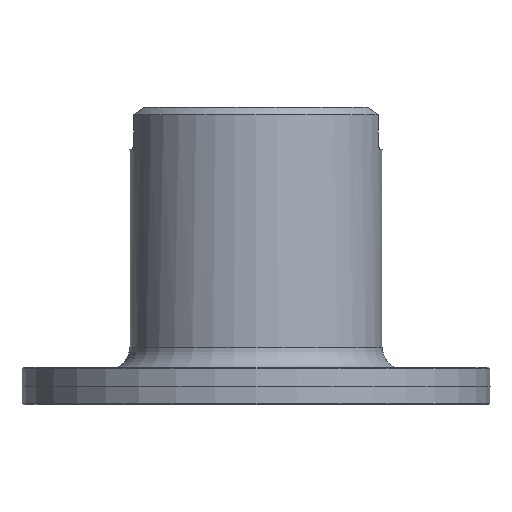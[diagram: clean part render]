
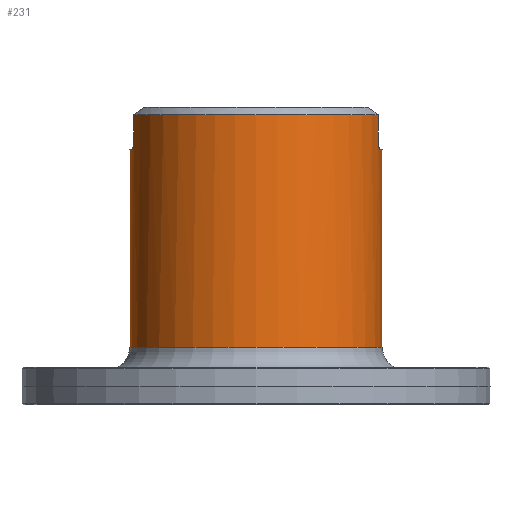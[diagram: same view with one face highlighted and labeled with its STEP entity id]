
A CAD part, left-side view. The second image highlights one B-rep face of the part: STEP entity #231.
In plain terms, the highlighted cylindrical face has radius 17 mm (diameter 34 mm), a full revolution.
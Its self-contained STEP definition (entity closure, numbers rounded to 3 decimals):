
#92=CYLINDRICAL_SURFACE('',#878,17.);
#107=FACE_BOUND('',#330,.T.);
#108=FACE_BOUND('',#331,.T.);
#195=B_SPLINE_CURVE_WITH_KNOTS('',3,(#1226,#1227,#1228,#1229,#1230,#1231,
#1232,#1233,#1234,#1235,#1236,#1237,#1238,#1239,#1240,#1241),
 .UNSPECIFIED.,.F.,.F.,(4,3,3,3,3,4),(0.,0.221,0.443,
0.663,0.878,1.),.UNSPECIFIED.);
#196=B_SPLINE_CURVE_WITH_KNOTS('',3,(#1250,#1251,#1252,#1253,#1254,#1255,
#1256,#1257,#1258,#1259,#1260,#1261,#1262,#1263,#1264,#1265),
 .UNSPECIFIED.,.F.,.F.,(4,3,3,3,3,4),(0.,0.208,0.415,
0.626,0.842,1.),.UNSPECIFIED.);
#197=B_SPLINE_CURVE_WITH_KNOTS('',3,(#1269,#1270,#1271,#1272,#1273,#1274,
#1275,#1276,#1277,#1278,#1279,#1280,#1281,#1282,#1283,#1284),
 .UNSPECIFIED.,.F.,.F.,(4,3,3,3,3,4),(0.,0.221,0.443,
0.663,0.878,1.),.UNSPECIFIED.);
#198=B_SPLINE_CURVE_WITH_KNOTS('',3,(#1289,#1290,#1291,#1292,#1293,#1294,
#1295,#1296,#1297,#1298,#1299,#1300,#1301,#1302,#1303,#1304),
 .UNSPECIFIED.,.F.,.F.,(4,3,3,3,3,4),(0.,0.208,0.415,
0.626,0.842,1.),.UNSPECIFIED.);
#231=ADVANCED_FACE('',(#107,#108),#92,.T.);
#330=EDGE_LOOP('',(#487,#488,#489,#490,#491,#492,#493,#494,#495,#496,#497,
#498));
#331=EDGE_LOOP('',(#499));
#421=CIRCLE('',#861,17.);
#429=CIRCLE('',#874,17.);
#430=CIRCLE('',#875,17.);
#431=CIRCLE('',#876,17.);
#432=CIRCLE('',#877,17.);
#487=ORIENTED_EDGE('',*,*,#735,.T.);
#488=ORIENTED_EDGE('',*,*,#736,.T.);
#489=ORIENTED_EDGE('',*,*,#737,.T.);
#490=ORIENTED_EDGE('',*,*,#738,.T.);
#491=ORIENTED_EDGE('',*,*,#739,.T.);
#492=ORIENTED_EDGE('',*,*,#740,.T.);
#493=ORIENTED_EDGE('',*,*,#741,.T.);
#494=ORIENTED_EDGE('',*,*,#742,.T.);
#495=ORIENTED_EDGE('',*,*,#724,.T.);
#496=ORIENTED_EDGE('',*,*,#743,.T.);
#497=ORIENTED_EDGE('',*,*,#744,.T.);
#498=ORIENTED_EDGE('',*,*,#745,.T.);
#499=ORIENTED_EDGE('',*,*,#746,.T.);
#653=VERTEX_POINT('',#1189);
#655=VERTEX_POINT('',#1192);
#665=VERTEX_POINT('',#1242);
#666=VERTEX_POINT('',#1243);
#667=VERTEX_POINT('',#1245);
#668=VERTEX_POINT('',#1247);
#669=VERTEX_POINT('',#1249);
#670=VERTEX_POINT('',#1266);
#671=VERTEX_POINT('',#1268);
#672=VERTEX_POINT('',#1285);
#673=VERTEX_POINT('',#1288);
#674=VERTEX_POINT('',#1305);
#675=VERTEX_POINT('',#1308);
#724=EDGE_CURVE('',#655,#653,#421,.T.);
#735=EDGE_CURVE('',#665,#666,#195,.T.);
#736=EDGE_CURVE('',#666,#667,#811,.T.);
#737=EDGE_CURVE('',#667,#668,#429,.T.);
#738=EDGE_CURVE('',#668,#669,#812,.T.);
#739=EDGE_CURVE('',#669,#670,#196,.T.);
#740=EDGE_CURVE('',#670,#671,#430,.T.);
#741=EDGE_CURVE('',#671,#672,#197,.T.);
#742=EDGE_CURVE('',#672,#655,#813,.T.);
#743=EDGE_CURVE('',#653,#673,#814,.T.);
#744=EDGE_CURVE('',#673,#674,#198,.T.);
#745=EDGE_CURVE('',#674,#665,#431,.T.);
#746=EDGE_CURVE('',#675,#675,#432,.T.);
#811=LINE('',#1244,#835);
#812=LINE('',#1248,#836);
#813=LINE('',#1286,#837);
#814=LINE('',#1287,#838);
#835=VECTOR('',#985,1.);
#836=VECTOR('',#988,1.);
#837=VECTOR('',#991,1.);
#838=VECTOR('',#992,1.);
#861=AXIS2_PLACEMENT_3D('',#1191,#959,#960);
#874=AXIS2_PLACEMENT_3D('',#1246,#986,#987);
#875=AXIS2_PLACEMENT_3D('',#1267,#989,#990);
#876=AXIS2_PLACEMENT_3D('',#1306,#993,#994);
#877=AXIS2_PLACEMENT_3D('',#1307,#995,#996);
#878=AXIS2_PLACEMENT_3D('',#1309,#997,#998);
#959=DIRECTION('',(0.,0.,-1.));
#960=DIRECTION('',(1.,0.,0.));
#985=DIRECTION('',(0.,0.,1.));
#986=DIRECTION('',(0.,0.,-1.));
#987=DIRECTION('',(1.,0.,0.));
#988=DIRECTION('',(0.,0.,-1.));
#989=DIRECTION('',(0.,0.,-1.));
#990=DIRECTION('',(1.,0.,0.));
#991=DIRECTION('',(0.,0.,1.));
#992=DIRECTION('',(0.,0.,-1.));
#993=DIRECTION('',(0.,0.,-1.));
#994=DIRECTION('',(1.,0.,0.));
#995=DIRECTION('',(0.,0.,1.));
#996=DIRECTION('',(1.,0.,0.));
#997=DIRECTION('',(0.,0.,-1.));
#998=DIRECTION('',(1.,0.,0.));
#1189=CARTESIAN_POINT('',(4.2,-16.473,-1.));
#1191=CARTESIAN_POINT('',(0.,0.,-1.));
#1192=CARTESIAN_POINT('',(4.2,16.473,-1.));
#1226=CARTESIAN_POINT('',(-3.4,-16.657,-5.6));
#1227=CARTESIAN_POINT('',(-3.491,-16.638,-5.6));
#1228=CARTESIAN_POINT('',(-3.584,-16.618,-5.584));
#1229=CARTESIAN_POINT('',(-3.67,-16.599,-5.553));
#1230=CARTESIAN_POINT('',(-3.756,-16.58,-5.522));
#1231=CARTESIAN_POINT('',(-3.838,-16.561,-5.476));
#1232=CARTESIAN_POINT('',(-3.909,-16.545,-5.417));
#1233=CARTESIAN_POINT('',(-3.979,-16.528,-5.359));
#1234=CARTESIAN_POINT('',(-4.041,-16.513,-5.288));
#1235=CARTESIAN_POINT('',(-4.088,-16.501,-5.209));
#1236=CARTESIAN_POINT('',(-4.134,-16.49,-5.131));
#1237=CARTESIAN_POINT('',(-4.167,-16.481,-5.044));
#1238=CARTESIAN_POINT('',(-4.185,-16.477,-4.956));
#1239=CARTESIAN_POINT('',(-4.195,-16.474,-4.904));
#1240=CARTESIAN_POINT('',(-4.2,-16.473,-4.852));
#1241=CARTESIAN_POINT('',(-4.2,-16.473,-4.8));
#1242=CARTESIAN_POINT('',(-3.4,-16.657,-5.6));
#1243=CARTESIAN_POINT('',(-4.2,-16.473,-4.8));
#1244=CARTESIAN_POINT('',(-4.2,-16.473,-1.317));
#1245=CARTESIAN_POINT('',(-4.2,-16.473,-1.));
#1246=CARTESIAN_POINT('',(0.,0.,-1.));
#1247=CARTESIAN_POINT('',(-4.2,16.473,-1.));
#1248=CARTESIAN_POINT('',(-4.2,16.473,-1.317));
#1249=CARTESIAN_POINT('',(-4.2,16.473,-4.8));
#1250=CARTESIAN_POINT('',(-4.2,16.473,-4.8));
#1251=CARTESIAN_POINT('',(-4.2,16.473,-4.888));
#1252=CARTESIAN_POINT('',(-4.185,16.477,-4.976));
#1253=CARTESIAN_POINT('',(-4.157,16.484,-5.059));
#1254=CARTESIAN_POINT('',(-4.129,16.491,-5.142));
#1255=CARTESIAN_POINT('',(-4.086,16.502,-5.22));
#1256=CARTESIAN_POINT('',(-4.033,16.515,-5.289));
#1257=CARTESIAN_POINT('',(-3.98,16.528,-5.358));
#1258=CARTESIAN_POINT('',(-3.914,16.544,-5.419));
#1259=CARTESIAN_POINT('',(-3.841,16.56,-5.467));
#1260=CARTESIAN_POINT('',(-3.766,16.578,-5.517));
#1261=CARTESIAN_POINT('',(-3.682,16.597,-5.554));
#1262=CARTESIAN_POINT('',(-3.595,16.615,-5.576));
#1263=CARTESIAN_POINT('',(-3.532,16.629,-5.592));
#1264=CARTESIAN_POINT('',(-3.466,16.643,-5.6));
#1265=CARTESIAN_POINT('',(-3.4,16.657,-5.6));
#1266=CARTESIAN_POINT('',(-3.4,16.657,-5.6));
#1267=CARTESIAN_POINT('',(0.,0.,-5.6));
#1268=CARTESIAN_POINT('',(3.4,16.657,-5.6));
#1269=CARTESIAN_POINT('',(3.4,16.657,-5.6));
#1270=CARTESIAN_POINT('',(3.491,16.638,-5.6));
#1271=CARTESIAN_POINT('',(3.584,16.618,-5.584));
#1272=CARTESIAN_POINT('',(3.67,16.599,-5.553));
#1273=CARTESIAN_POINT('',(3.756,16.58,-5.522));
#1274=CARTESIAN_POINT('',(3.838,16.561,-5.476));
#1275=CARTESIAN_POINT('',(3.909,16.545,-5.417));
#1276=CARTESIAN_POINT('',(3.979,16.528,-5.359));
#1277=CARTESIAN_POINT('',(4.041,16.513,-5.288));
#1278=CARTESIAN_POINT('',(4.088,16.501,-5.209));
#1279=CARTESIAN_POINT('',(4.134,16.49,-5.131));
#1280=CARTESIAN_POINT('',(4.167,16.481,-5.044));
#1281=CARTESIAN_POINT('',(4.185,16.477,-4.956));
#1282=CARTESIAN_POINT('',(4.195,16.474,-4.904));
#1283=CARTESIAN_POINT('',(4.2,16.473,-4.852));
#1284=CARTESIAN_POINT('',(4.2,16.473,-4.8));
#1285=CARTESIAN_POINT('',(4.2,16.473,-4.8));
#1286=CARTESIAN_POINT('',(4.2,16.473,-1.317));
#1287=CARTESIAN_POINT('',(4.2,-16.473,-1.317));
#1288=CARTESIAN_POINT('',(4.2,-16.473,-4.8));
#1289=CARTESIAN_POINT('',(4.2,-16.473,-4.8));
#1290=CARTESIAN_POINT('',(4.2,-16.473,-4.888));
#1291=CARTESIAN_POINT('',(4.185,-16.477,-4.976));
#1292=CARTESIAN_POINT('',(4.157,-16.484,-5.059));
#1293=CARTESIAN_POINT('',(4.129,-16.491,-5.142));
#1294=CARTESIAN_POINT('',(4.086,-16.502,-5.22));
#1295=CARTESIAN_POINT('',(4.033,-16.515,-5.289));
#1296=CARTESIAN_POINT('',(3.98,-16.528,-5.358));
#1297=CARTESIAN_POINT('',(3.914,-16.544,-5.419));
#1298=CARTESIAN_POINT('',(3.841,-16.56,-5.467));
#1299=CARTESIAN_POINT('',(3.766,-16.578,-5.517));
#1300=CARTESIAN_POINT('',(3.682,-16.597,-5.554));
#1301=CARTESIAN_POINT('',(3.595,-16.615,-5.576));
#1302=CARTESIAN_POINT('',(3.532,-16.629,-5.592));
#1303=CARTESIAN_POINT('',(3.466,-16.643,-5.6));
#1304=CARTESIAN_POINT('',(3.4,-16.657,-5.6));
#1305=CARTESIAN_POINT('',(3.4,-16.657,-5.6));
#1306=CARTESIAN_POINT('',(0.,0.,-5.6));
#1307=CARTESIAN_POINT('',(0.,0.,-32.3));
#1308=CARTESIAN_POINT('',(17.,0.,-32.3));
#1309=CARTESIAN_POINT('',(0.,0.,-1.317));
